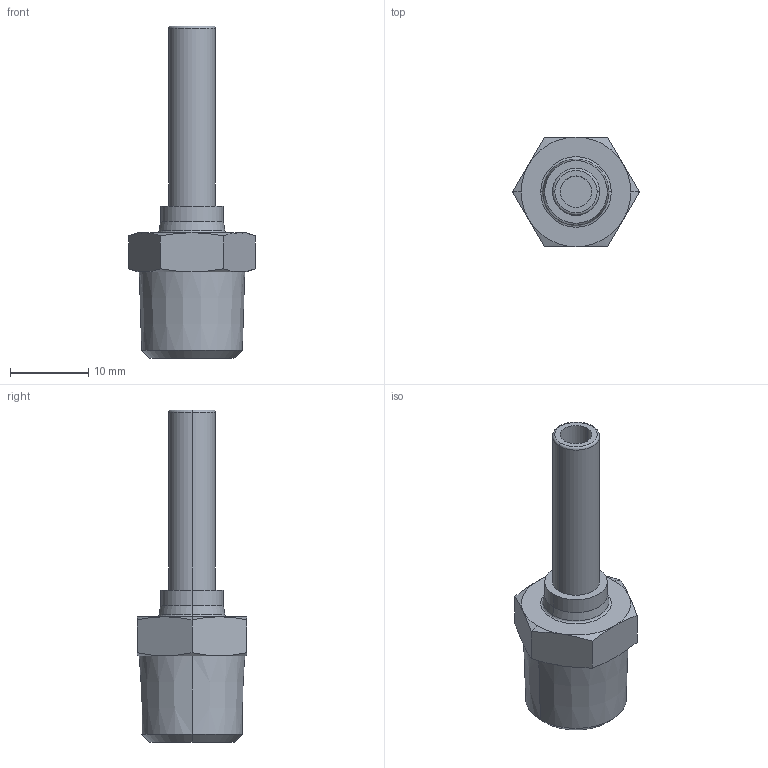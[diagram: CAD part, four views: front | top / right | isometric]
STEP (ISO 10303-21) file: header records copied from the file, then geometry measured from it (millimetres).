
FILE_DESCRIPTION((''),'2;1');
FILE_NAME('GPCJ_0602(3D).stp','2012-12-20T14:27:39',(''),(''),'Mechanical Desktop.R8.0.24.0','Mechanical Desktop.R8.0.24.0',', , ');
FILE_SCHEMA(('CONFIG_CONTROL_DESIGN'));
Length unit declared in the file: millimetre
Products named in the file (2): GPCJ_0602(3D); 睡ヶ1
Assembly tree (1 placements, depth 2):
  GPCJ_0602(3D)
    睡ヶ1
Bounding box: 16.17 x 14 x 42.4 mm (x, y, z)
Volume: 2279.8 mm3; surface area: 2062.8 mm2
Topology: 1 solids, 1 shells, 50 faces, 104 edges, 59 vertices
Faces by surface type: cone 26, plane 12, cylinder 8, torus 2, bspline 2
Entity records: 1465 total; most frequent: CARTESIAN_POINT 349, DIRECTION 228, ORIENTED_EDGE 204, EDGE_CURVE 102, AXIS2_PLACEMENT_3D 100, VERTEX_POINT 59, EDGE_LOOP 55, CIRCLE 50
